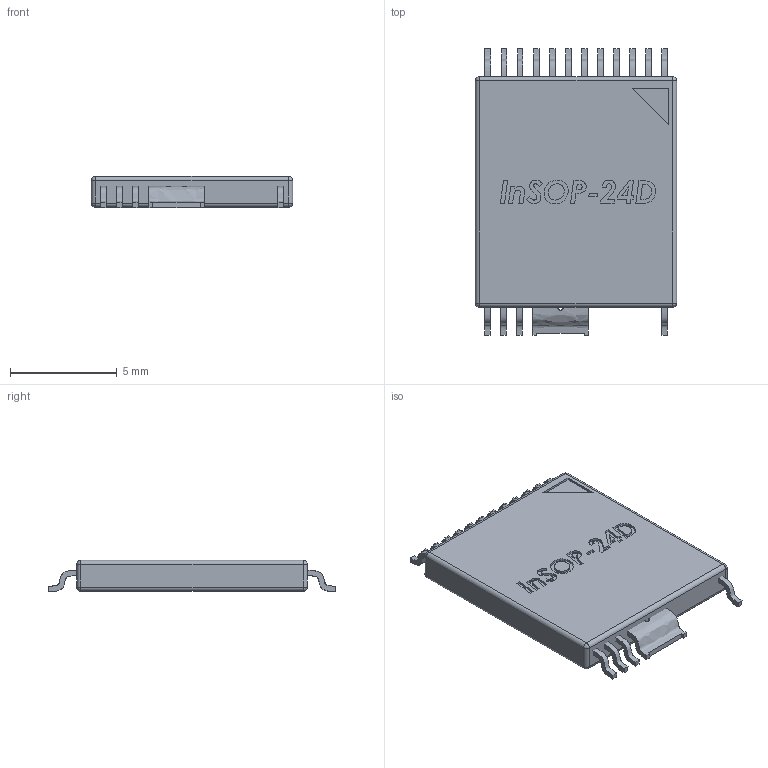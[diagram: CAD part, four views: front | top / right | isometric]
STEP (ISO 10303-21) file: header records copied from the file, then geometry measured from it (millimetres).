
FILE_DESCRIPTION (( 'STEP AP214' ), '1' );
FILE_NAME ('User Library-InSOP-24D-1.STEP', '2018-10-15T09:12:11', ( '' ), ( '' ), 'SwSTEP 2.0', 'SolidWorks 2018', '' );
FILE_SCHEMA (( 'AUTOMOTIVE_DESIGN' ));
Length unit declared in the file: millimetre
Products named in the file (1): User Library-InSOP-24D-1
Bounding box: 9.42 x 13.42 x 1.46 mm (x, y, z)
Volume: 171.3 mm3; surface area: 486.4 mm2
Topology: 2 solids, 2 shells, 247 faces, 677 edges, 438 vertices
Faces by surface type: plane 144, bspline 90, cylinder 13
Entity records: 14298 total; most frequent: CARTESIAN_POINT 7361, ORIENTED_EDGE 1338, DIRECTION 835, EDGE_CURVE 669, VECTOR 471, LINE 471, VERTEX_POINT 438, EDGE_LOOP 261
